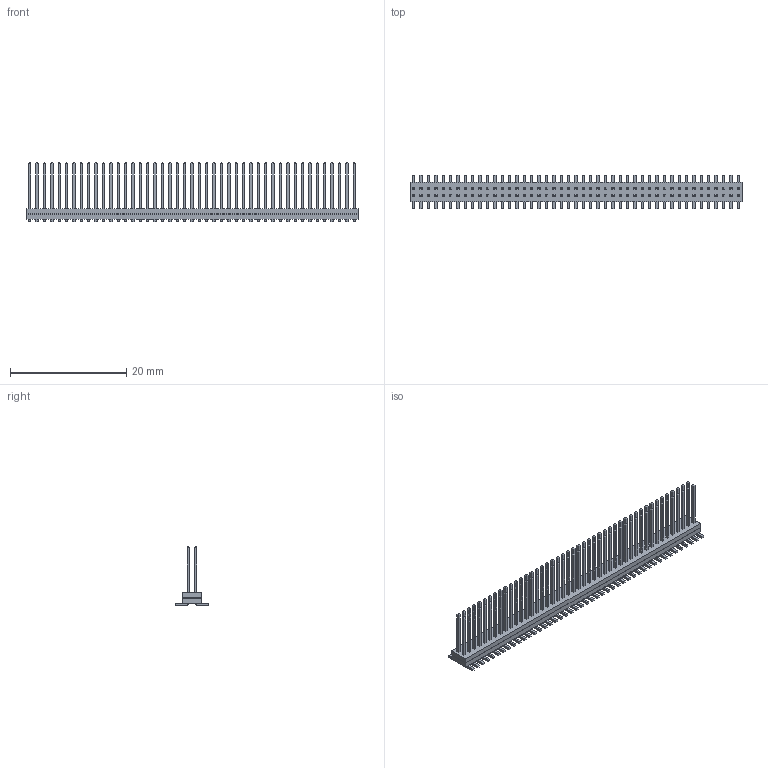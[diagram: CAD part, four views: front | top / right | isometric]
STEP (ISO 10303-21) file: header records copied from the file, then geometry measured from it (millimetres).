
FILE_DESCRIPTION(('FreeCAD Model'),'2;1');
FILE_NAME('Open CASCADE Shape Model','2025-01-29T18:18:44',(''),(''), 'Open CASCADE STEP processor 7.8','FreeCAD','Unknown');
FILE_SCHEMA(('AUTOMOTIVE_DESIGN { 1 0 10303 214 1 1 1 1 }'));
Length unit declared in the file: millimetre
Products named in the file (5): FW-45-03-G-D-085-315; FW-45-03-G-D-085-315_bottom_body; FW-45-03-G-D-085-315_pins1; FW-45-03-G-D-085-315_pins2; FW-45-03-G-D-085-315_top_body
Assembly tree (4 placements, depth 2):
  FW-45-03-G-D-085-315
    FW-45-03-G-D-085-315_bottom_body
    FW-45-03-G-D-085-315_pins1
    FW-45-03-G-D-085-315_pins2
    FW-45-03-G-D-085-315_top_body
Bounding box: 57.15 x 5.84 x 10.16 mm (x, y, z)
Volume: 571.6 mm3; surface area: 3165 mm2
Topology: 4 solids, 4 shells, 1278 faces, 3450 edges, 2180 vertices
Faces by surface type: plane 1274, cylinder 4
Entity records: 39232 total; most frequent: CARTESIAN_POINT 6913, ORIENTED_EDGE 6900, DIRECTION 6376, EDGE_CURVE 3450, LINE 3090, VECTOR 3090, VERTEX_POINT 2180, AXIS2_PLACEMENT_3D 1643
